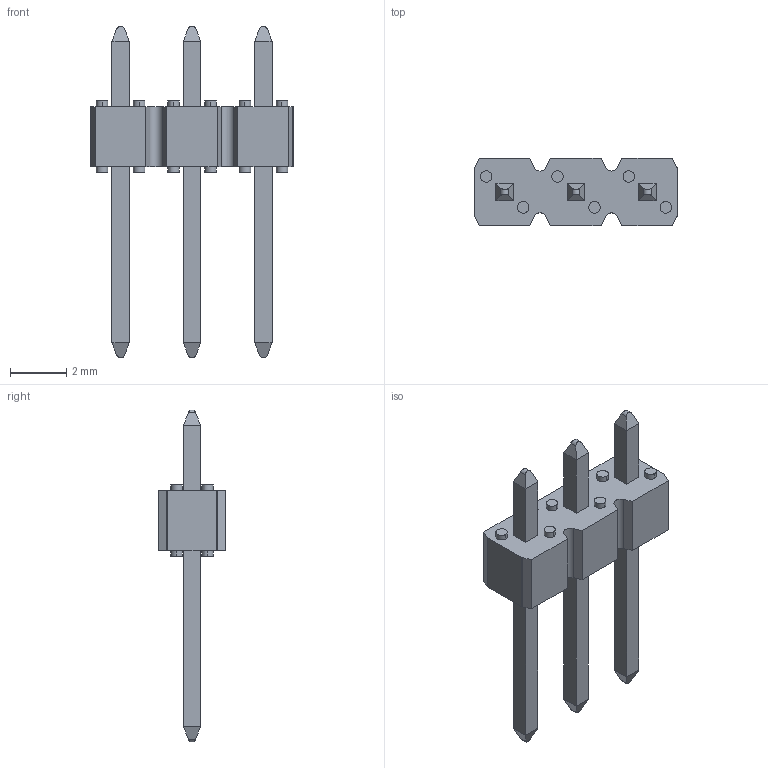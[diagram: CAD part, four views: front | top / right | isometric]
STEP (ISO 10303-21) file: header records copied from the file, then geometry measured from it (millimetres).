
FILE_DESCRIPTION (( 'STEP AP214' ), '1' );
FILE_NAME ('77311-827-03LF.STEP', '2023-09-12T11:09:43', ( '' ), ( '' ), 'SwSTEP 2.0', 'SolidWorks 2020', '' );
FILE_SCHEMA (( 'AUTOMOTIVE_DESIGN' ));
Length unit declared in the file: millimetre
Products named in the file (1): 77311-827-03LF
Bounding box: 7.22 x 2.41 x 11.8 mm (x, y, z)
Volume: 45.7 mm3; surface area: 147.4 mm2
Topology: 1 solids, 1 shells, 120 faces, 276 edges, 176 vertices
Faces by surface type: plane 82, cylinder 38
Entity records: 3566 total; most frequent: CARTESIAN_POINT 777, DIRECTION 570, ORIENTED_EDGE 552, EDGE_CURVE 276, VECTOR 200, LINE 200, AXIS2_PLACEMENT_3D 185, VERTEX_POINT 176
